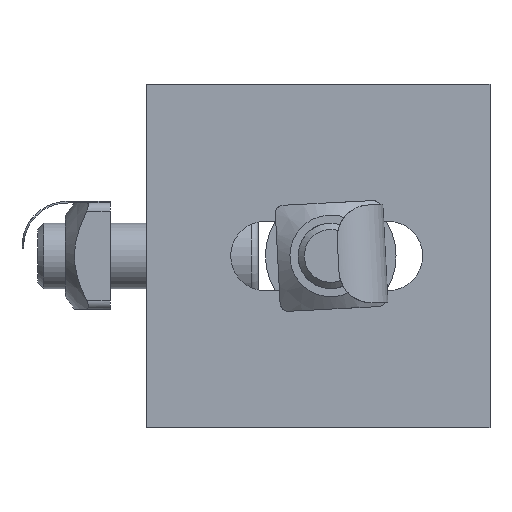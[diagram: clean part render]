
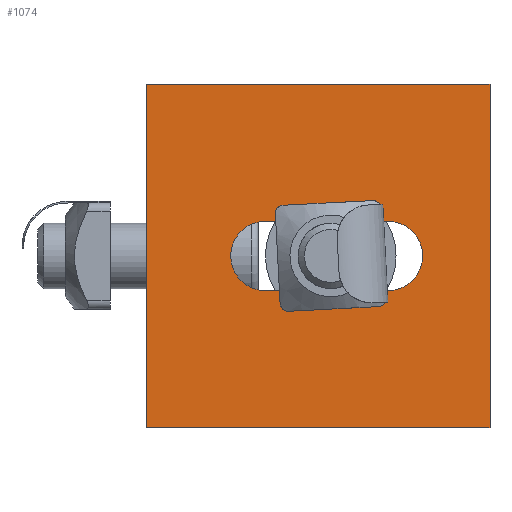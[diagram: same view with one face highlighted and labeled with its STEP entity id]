
A CAD part, front view. The second image highlights one B-rep face of the part: STEP entity #1074.
In plain terms, the highlighted planar face has unit normal (0, -1, 0).
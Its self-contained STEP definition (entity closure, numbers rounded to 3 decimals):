
#85=FACE_BOUND('',#224,.T.);
#97=CIRCLE('',#1234,4.25);
#99=CIRCLE('',#1238,4.25);
#162=FACE_OUTER_BOUND('',#223,.T.);
#223=EDGE_LOOP('',(#803,#804,#805,#806));
#224=EDGE_LOOP('',(#807,#808,#809,#810));
#281=LINE('',#1663,#375);
#286=LINE('',#1677,#380);
#304=LINE('',#1717,#398);
#311=LINE('',#1731,#405);
#316=LINE('',#1741,#410);
#317=LINE('',#1742,#411);
#375=VECTOR('',#1358,10.);
#380=VECTOR('',#1371,10.);
#398=VECTOR('',#1405,10.);
#405=VECTOR('',#1418,10.);
#410=VECTOR('',#1427,10.);
#411=VECTOR('',#1428,10.);
#469=VERTEX_POINT('',#1661);
#470=VERTEX_POINT('',#1662);
#473=VERTEX_POINT('',#1670);
#475=VERTEX_POINT('',#1676);
#488=VERTEX_POINT('',#1714);
#489=VERTEX_POINT('',#1716);
#493=VERTEX_POINT('',#1730);
#496=VERTEX_POINT('',#1740);
#576=EDGE_CURVE('',#469,#470,#281,.T.);
#580=EDGE_CURVE('',#470,#473,#97,.T.);
#583=EDGE_CURVE('',#473,#475,#286,.T.);
#586=EDGE_CURVE('',#475,#469,#99,.T.);
#603=EDGE_CURVE('',#488,#489,#304,.T.);
#610=EDGE_CURVE('',#493,#489,#311,.T.);
#615=EDGE_CURVE('',#488,#496,#316,.T.);
#616=EDGE_CURVE('',#493,#496,#317,.T.);
#803=ORIENTED_EDGE('',*,*,#615,.T.);
#804=ORIENTED_EDGE('',*,*,#616,.F.);
#805=ORIENTED_EDGE('',*,*,#610,.T.);
#806=ORIENTED_EDGE('',*,*,#603,.F.);
#807=ORIENTED_EDGE('',*,*,#583,.T.);
#808=ORIENTED_EDGE('',*,*,#586,.T.);
#809=ORIENTED_EDGE('',*,*,#576,.T.);
#810=ORIENTED_EDGE('',*,*,#580,.T.);
#1033=PLANE('',#1249);
#1074=ADVANCED_FACE('',(#162,#85),#1033,.T.);
#1234=AXIS2_PLACEMENT_3D('',#1671,#1364,#1365);
#1238=AXIS2_PLACEMENT_3D('',#1682,#1376,#1377);
#1249=AXIS2_PLACEMENT_3D('',#1739,#1425,#1426);
#1358=DIRECTION('',(1.,0.,0.));
#1364=DIRECTION('center_axis',(0.,1.,0.));
#1365=DIRECTION('ref_axis',(0.,0.,1.));
#1371=DIRECTION('',(-1.,0.,0.));
#1376=DIRECTION('center_axis',(0.,1.,0.));
#1377=DIRECTION('ref_axis',(0.,0.,-1.));
#1405=DIRECTION('',(0.,0.,-1.));
#1418=DIRECTION('',(1.,0.,0.));
#1425=DIRECTION('center_axis',(0.,-1.,0.));
#1426=DIRECTION('ref_axis',(0.,0.,-1.));
#1427=DIRECTION('',(-1.,0.,0.));
#1428=DIRECTION('',(0.,0.,1.));
#1661=CARTESIAN_POINT('',(14.5,0.,4.258));
#1662=CARTESIAN_POINT('',(29.5,0.,4.258));
#1663=CARTESIAN_POINT('',(28.25,0.,4.258));
#1670=CARTESIAN_POINT('',(29.5,0.,-4.242));
#1671=CARTESIAN_POINT('Origin',(29.5,0.,0.008));
#1676=CARTESIAN_POINT('',(14.5,0.,-4.242));
#1677=CARTESIAN_POINT('',(35.75,0.,-4.242));
#1682=CARTESIAN_POINT('Origin',(14.5,0.,0.008));
#1714=CARTESIAN_POINT('',(42.,0.,21.));
#1716=CARTESIAN_POINT('',(42.,0.,-21.));
#1717=CARTESIAN_POINT('',(42.,0.,0.));
#1730=CARTESIAN_POINT('',(0.,0.,-21.));
#1731=CARTESIAN_POINT('',(42.,0.,-21.));
#1739=CARTESIAN_POINT('Origin',(42.,0.,0.));
#1740=CARTESIAN_POINT('',(0.,0.,21.));
#1741=CARTESIAN_POINT('',(42.,0.,21.));
#1742=CARTESIAN_POINT('',(0.,0.,0.));
